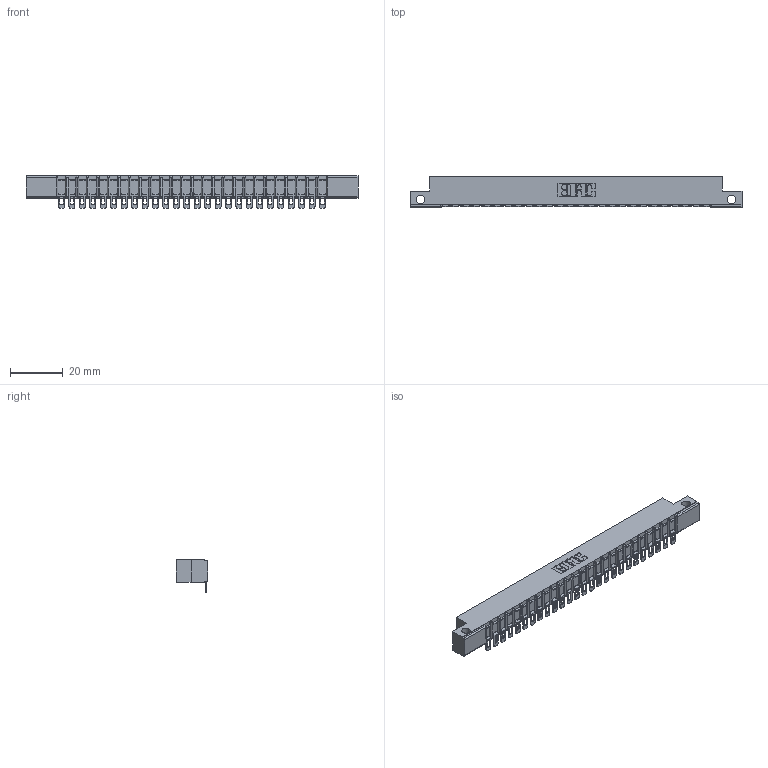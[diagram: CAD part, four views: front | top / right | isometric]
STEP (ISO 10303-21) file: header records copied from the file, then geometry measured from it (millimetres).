
FILE_DESCRIPTION (( 'STEP AP203' ), '1' );
FILE_NAME ('357-026-554-112.STEP', '2019-09-17T01:18:12', ( '' ), ( '' ), 'SwSTEP 2.0', 'SolidWorks 2016', '' );
FILE_SCHEMA (( 'CONFIG_CONTROL_DESIGN' ));
Length unit declared in the file: inch
Products named in the file (3): 357-026-554-112; 307 Part_.128 Dia Side Mounting Holes; 307-290-002_554
Assembly tree (27 placements, depth 2):
  357-026-554-112
    307 Part_.128 Dia Side Mounting Holes
    307-290-002_554  x26
Bounding box: 126.03 x 12.01 x 12.52 mm (x, y, z)
Volume: 8256.1 mm3; surface area: 15208.3 mm2
Topology: 27 solids, 27 shells, 2251 faces, 6901 edges, 4526 vertices
Faces by surface type: plane 1266, cylinder 931, sphere 54
Entity records: 25229 total; most frequent: CARTESIAN_POINT 4254, ORIENTED_EDGE 4244, DIRECTION 4146, EDGE_CURVE 2122, VECTOR 1610, LINE 1610, VERTEX_POINT 1376, AXIS2_PLACEMENT_3D 1268
